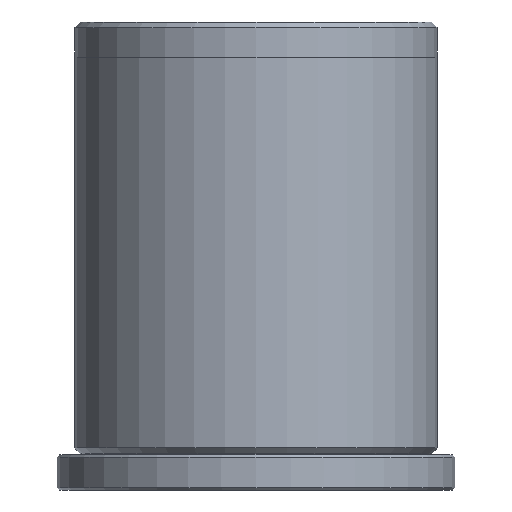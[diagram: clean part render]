
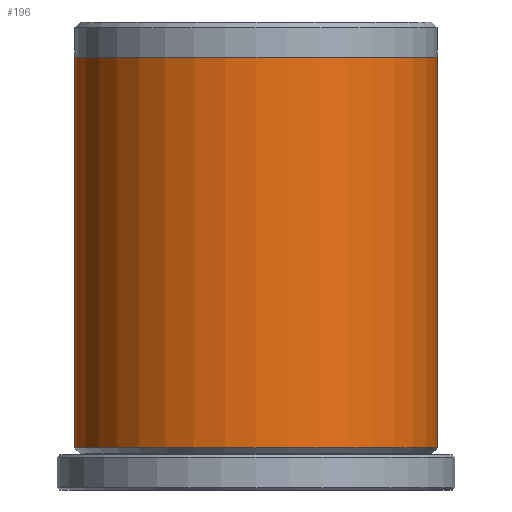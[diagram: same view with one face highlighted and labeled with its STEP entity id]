
A CAD part, front view. The second image highlights one B-rep face of the part: STEP entity #196.
In plain terms, the highlighted cylindrical face has radius 15.5 mm (diameter 31 mm), a partial arc.
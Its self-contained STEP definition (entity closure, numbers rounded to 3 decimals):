
#78 = VERTEX_POINT ( 'NONE', #866 ) ;
#87 = DIRECTION ( 'NONE',  ( 0., 0., -1. ) ) ;
#123 = VERTEX_POINT ( 'NONE', #893 ) ;
#140 = CYLINDRICAL_SURFACE ( 'NONE', #1343, 15.5 ) ;
#152 = ORIENTED_EDGE ( 'NONE', *, *, #1526, .F. ) ;
#196 = ADVANCED_FACE ( 'NONE', ( #1522 ), #140, .T. ) ;
#210 = DIRECTION ( 'NONE',  ( 0., 0., -1. ) ) ;
#233 = EDGE_CURVE ( 'NONE', #123, #78, #473, .T. ) ;
#387 = CIRCLE ( 'NONE', #1206, 15.5 ) ;
#468 = CARTESIAN_POINT ( 'NONE',  ( 0., 0., 40. ) ) ;
#473 = CIRCLE ( 'NONE', #1260, 15.5 ) ;
#484 = ORIENTED_EDGE ( 'NONE', *, *, #1182, .T. ) ;
#534 = DIRECTION ( 'NONE',  ( 0., 0., 1. ) ) ;
#557 = VERTEX_POINT ( 'NONE', #767 ) ;
#561 = CARTESIAN_POINT ( 'NONE',  ( 15.5, 0., 40. ) ) ;
#751 = EDGE_LOOP ( 'NONE', ( #1450, #152, #484, #811 ) ) ;
#754 = EDGE_CURVE ( 'NONE', #1615, #123, #1592, .T. ) ;
#767 = CARTESIAN_POINT ( 'NONE',  ( -15.5, 0., 37. ) ) ;
#807 = LINE ( 'NONE', #1255, #846 ) ;
#811 = ORIENTED_EDGE ( 'NONE', *, *, #233, .F. ) ;
#841 = CARTESIAN_POINT ( 'NONE',  ( 0., 0., 3.6 ) ) ;
#846 = VECTOR ( 'NONE', #1383, 1000. ) ;
#866 = CARTESIAN_POINT ( 'NONE',  ( -15.5, 0., 3.6 ) ) ;
#893 = CARTESIAN_POINT ( 'NONE',  ( 15.5, 0., 3.6 ) ) ;
#957 = VECTOR ( 'NONE', #1318, 1000. ) ;
#968 = DIRECTION ( 'NONE',  ( -1., 0., 0. ) ) ;
#1182 = EDGE_CURVE ( 'NONE', #557, #78, #807, .T. ) ;
#1206 = AXIS2_PLACEMENT_3D ( 'NONE', #1290, #534, #1414 ) ;
#1217 = DIRECTION ( 'NONE',  ( -1., 0., 0. ) ) ;
#1255 = CARTESIAN_POINT ( 'NONE',  ( -15.5, 0., 40. ) ) ;
#1260 = AXIS2_PLACEMENT_3D ( 'NONE', #841, #87, #968 ) ;
#1290 = CARTESIAN_POINT ( 'NONE',  ( 0., 0., 37. ) ) ;
#1318 = DIRECTION ( 'NONE',  ( 0., 0., -1. ) ) ;
#1343 = AXIS2_PLACEMENT_3D ( 'NONE', #468, #210, #1217 ) ;
#1383 = DIRECTION ( 'NONE',  ( 0., 0., -1. ) ) ;
#1414 = DIRECTION ( 'NONE',  ( 1., 0., 0. ) ) ;
#1450 = ORIENTED_EDGE ( 'NONE', *, *, #754, .F. ) ;
#1522 = FACE_OUTER_BOUND ( 'NONE', #751, .T. ) ;
#1526 = EDGE_CURVE ( 'NONE', #557, #1615, #387, .T. ) ;
#1592 = LINE ( 'NONE', #561, #957 ) ;
#1614 = CARTESIAN_POINT ( 'NONE',  ( 15.5, 0., 37. ) ) ;
#1615 = VERTEX_POINT ( 'NONE', #1614 ) ;
